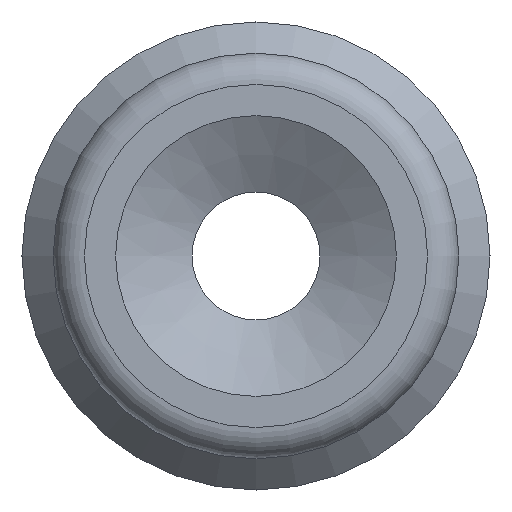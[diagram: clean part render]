
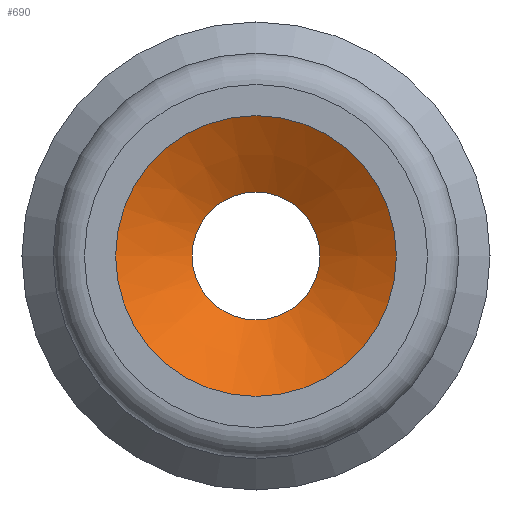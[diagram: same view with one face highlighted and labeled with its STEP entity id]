
A CAD part, left-side view. The second image highlights one B-rep face of the part: STEP entity #690.
In plain terms, the highlighted conical face has half-angle 60 degrees and reference radius 3.275 mm.
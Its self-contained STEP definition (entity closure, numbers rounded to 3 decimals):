
#656=CARTESIAN_POINT('',(21.665,2.05,0.0));
#657=VERTEX_POINT('',#656);
#658=CARTESIAN_POINT('',(21.665,0.0,0.0));
#659=DIRECTION('',(1.0,0.0,0.0));
#660=DIRECTION('',(0.0,1.0,0.0));
#661=AXIS2_PLACEMENT_3D('',#658,#659,#660);
#662=CIRCLE('',#661,2.05);
#663=EDGE_CURVE('',#657,#657,#662,.T.);
#671=CARTESIAN_POINT('',(20.957,0.0,0.0));
#672=DIRECTION('',(-1.0,0.0,0.0));
#673=DIRECTION('',(0.0,1.0,0.0));
#674=AXIS2_PLACEMENT_3D('',#671,#672,#673);
#675=CONICAL_SURFACE('',#674,3.275,60.);
#676=CARTESIAN_POINT('',(20.25,4.5,0.0));
#677=VERTEX_POINT('',#676);
#678=CARTESIAN_POINT('',(20.25,0.0,0.0));
#679=DIRECTION('',(1.0,0.0,0.0));
#680=DIRECTION('',(0.0,1.0,0.0));
#681=AXIS2_PLACEMENT_3D('',#678,#679,#680);
#682=CIRCLE('',#681,4.5);
#683=EDGE_CURVE('',#677,#677,#682,.T.);
#684=ORIENTED_EDGE('',*,*,#683,.F.);
#685=EDGE_LOOP('',(#684));
#686=FACE_OUTER_BOUND('',#685,.T.);
#687=ORIENTED_EDGE('',*,*,#663,.T.);
#688=EDGE_LOOP('',(#687));
#689=FACE_BOUND('',#688,.T.);
#690=ADVANCED_FACE('',(#686,#689),#675,.F.);
